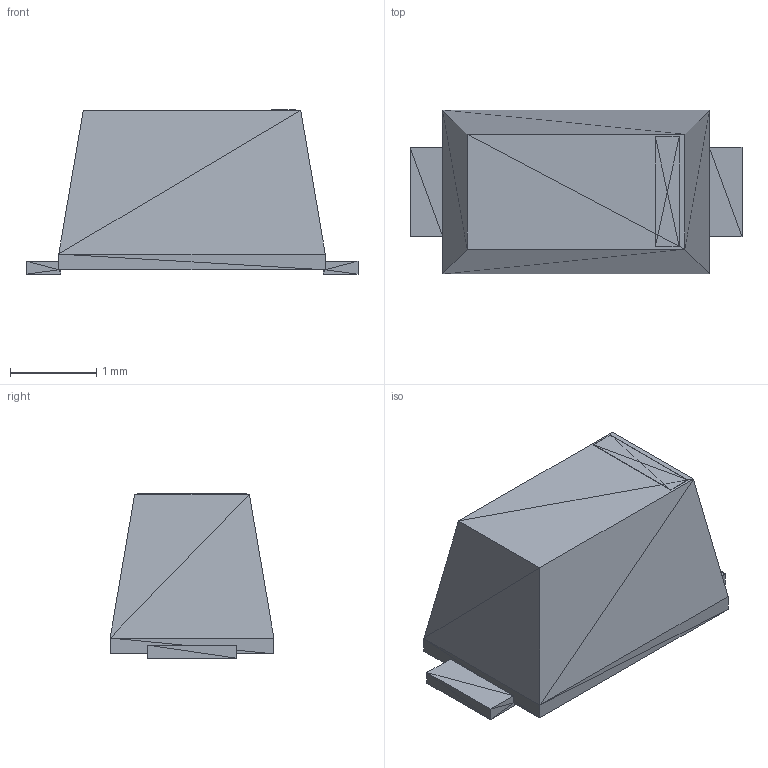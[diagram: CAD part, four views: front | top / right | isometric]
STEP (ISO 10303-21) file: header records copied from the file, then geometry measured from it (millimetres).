
FILE_DESCRIPTION((''),'2;1');
FILE_NAME('DIODEPWR', '2025-07-24T02:55:18', (''), (''), 'ImageToStl.com STEP Converter','', '');
FILE_SCHEMA(('AUTOMOTIVE_DESIGN_CC2'));
Length unit declared in the file: metre
Products named in the file (1): product0
Bounding box: 3.86 x 1.9 x 1.91 mm (x, y, z)
Surface area: 29.4 mm2 (no closed solid volume)
Topology: 0 solids, 72 shells, 72 faces, 216 edges, 44 vertices
Faces by surface type: plane 72
Entity records: 1700 total; most frequent: DIRECTION 362, ORIENTED_EDGE 216, EDGE_CURVE 216, LINE 216, VECTOR 216, AXIS2_PLACEMENT_3D 73, FACE_SURFACE 72, PLANE 72
